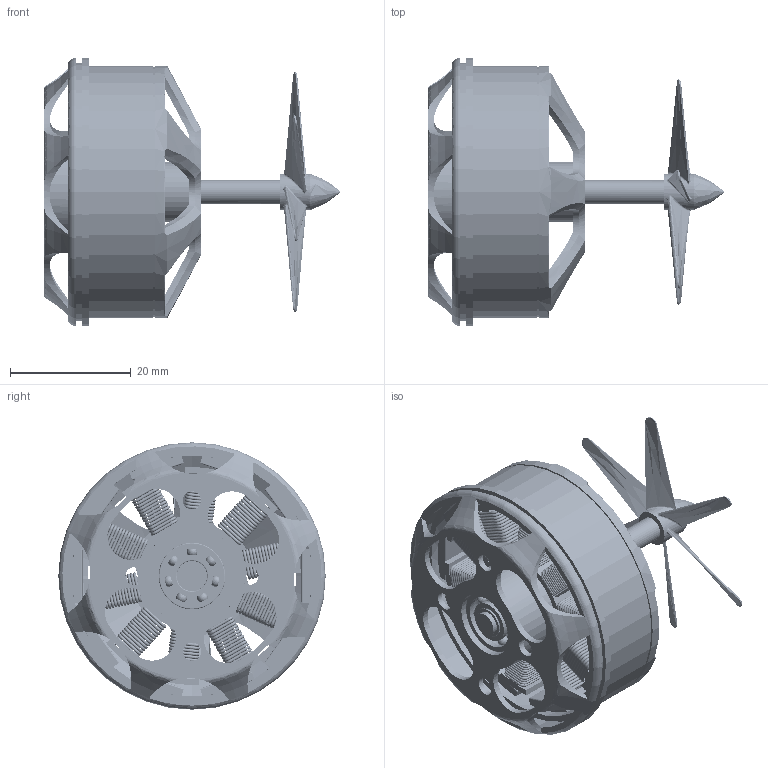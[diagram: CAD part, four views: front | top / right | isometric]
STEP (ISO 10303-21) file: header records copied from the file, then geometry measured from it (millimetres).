
FILE_DESCRIPTION(/* description */ (''),/* implementation_level */ '2;1');
FILE_NAME(/* name */ 'DC Motor.stp',/* time_stamp */ '2016-12-08T16:12:44+01:00',/* author */ ('PC'),/* organization */ (''),/* preprocessor_version */ 'ST-DEVELOPER v15.6',/* originating_system */ 'Autodesk Inventor 2015',/* authorisation */ '');
FILE_SCHEMA (('AUTOMOTIVE_DESIGN { 1 0 10303 214 3 1 1 }'));
Length unit declared in the file: millimetre
Products named in the file (8): stator; Coil; Axle; Bell; Fan; DIN 625 SKF - SKF 618_5; Circlip; DC Motor
Bounding box: 48.85 x 44.2 x 44.2 mm (x, y, z)
Volume: 12073 mm3; surface area: 21487.6 mm2
Topology: 9 solids, 9 shells, 2021 faces, 6028 edges, 3379 vertices
Faces by surface type: cylinder 754, torus 652, plane 453, bspline 140, sphere 14, cone 8
Full cylindrical faces by diameter (mm): 0.5 x600, 1.5 x1, 2 x4, 3 x5, 4 x5, 5 x2, 6 x1, 6.92 x4, 9.08 x4, 10 x1, 11 x4, 14 x2, 16 x1, 39.8 x1, 41.2 x1, 41.8 x3, 42.8 x1, 44.2 x2
Entity records: 64474 total; most frequent: CARTESIAN_POINT 15546, DIRECTION 9790, ORIENTED_EDGE 8552, EDGE_CURVE 4276, AXIS2_PLACEMENT_3D 4117, EDGE_LOOP 3583, VERTEX_POINT 3245, CIRCLE 2206
